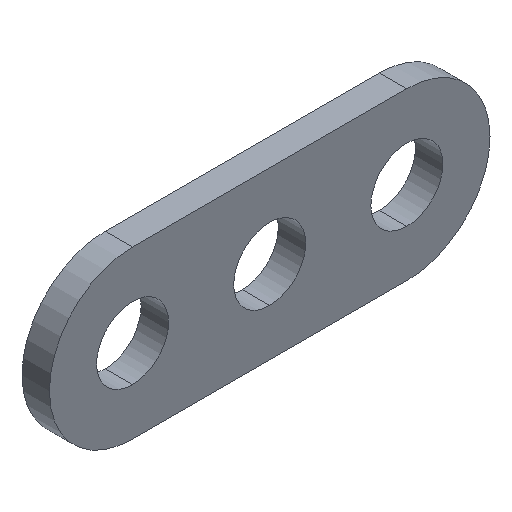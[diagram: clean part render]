
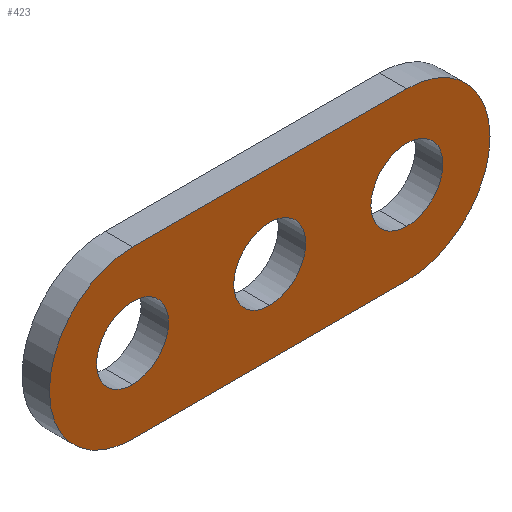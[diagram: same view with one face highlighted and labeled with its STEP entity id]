
A CAD part, isometric view. The second image highlights one B-rep face of the part: STEP entity #423.
In plain terms, the highlighted planar face has unit normal (0, -1, 0).
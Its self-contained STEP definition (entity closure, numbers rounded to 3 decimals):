
#3 = CIRCLE ( 'NONE', #234, 2.1 ) ;
#11 = CARTESIAN_POINT ( 'NONE',  ( 8., 0., 0. ) ) ;
#13 = DIRECTION ( 'NONE',  ( 0., 0., -1. ) ) ;
#22 = VERTEX_POINT ( 'NONE', #363 ) ;
#30 = AXIS2_PLACEMENT_3D ( 'NONE', #427, #346, #217 ) ;
#46 = CIRCLE ( 'NONE', #292, 2.1 ) ;
#54 = EDGE_CURVE ( 'NONE', #118, #150, #195, .T. ) ;
#55 = VERTEX_POINT ( 'NONE', #254 ) ;
#62 = CARTESIAN_POINT ( 'NONE',  ( 0., 0., -2.1 ) ) ;
#66 = DIRECTION ( 'NONE',  ( 0., 1., 0. ) ) ;
#67 = ORIENTED_EDGE ( 'NONE', *, *, #176, .T. ) ;
#70 = VERTEX_POINT ( 'NONE', #396 ) ;
#77 = CARTESIAN_POINT ( 'NONE',  ( 0., 0., 0. ) ) ;
#82 = CIRCLE ( 'NONE', #185, 4.85 ) ;
#84 = ORIENTED_EDGE ( 'NONE', *, *, #304, .T. ) ;
#86 = VERTEX_POINT ( 'NONE', #192 ) ;
#87 = ORIENTED_EDGE ( 'NONE', *, *, #322, .T. ) ;
#89 = CARTESIAN_POINT ( 'NONE',  ( 0., 0., -4.85 ) ) ;
#94 = DIRECTION ( 'NONE',  ( 0., 1., 0. ) ) ;
#98 = VERTEX_POINT ( 'NONE', #89 ) ;
#102 = EDGE_CURVE ( 'NONE', #98, #375, #133, .T. ) ;
#105 = DIRECTION ( 'NONE',  ( 0., 0., -1. ) ) ;
#106 = AXIS2_PLACEMENT_3D ( 'NONE', #331, #117, #13 ) ;
#110 = EDGE_CURVE ( 'NONE', #98, #286, #282, .T. ) ;
#117 = DIRECTION ( 'NONE',  ( 0., 1., 0. ) ) ;
#118 = VERTEX_POINT ( 'NONE', #348 ) ;
#122 = ORIENTED_EDGE ( 'NONE', *, *, #110, .T. ) ;
#124 = VERTEX_POINT ( 'NONE', #259 ) ;
#131 = DIRECTION ( 'NONE',  ( 1., 0., 0. ) ) ;
#132 = DIRECTION ( 'NONE',  ( 0., 1., 0. ) ) ;
#133 = CIRCLE ( 'NONE', #30, 4.85 ) ;
#141 = AXIS2_PLACEMENT_3D ( 'NONE', #204, #295, #105 ) ;
#142 = EDGE_LOOP ( 'NONE', ( #122, #205, #264, #148 ) ) ;
#143 = DIRECTION ( 'NONE',  ( 0., 0., -1. ) ) ;
#145 = AXIS2_PLACEMENT_3D ( 'NONE', #353, #94, #224 ) ;
#148 = ORIENTED_EDGE ( 'NONE', *, *, #102, .F. ) ;
#150 = VERTEX_POINT ( 'NONE', #62 ) ;
#152 = EDGE_CURVE ( 'NONE', #55, #124, #258, .T. ) ;
#170 = VECTOR ( 'NONE', #377, 1000. ) ;
#172 = FACE_BOUND ( 'NONE', #190, .T. ) ;
#176 = EDGE_CURVE ( 'NONE', #86, #70, #46, .T. ) ;
#178 = LINE ( 'NONE', #301, #170 ) ;
#185 = AXIS2_PLACEMENT_3D ( 'NONE', #187, #132, #426 ) ;
#187 = CARTESIAN_POINT ( 'NONE',  ( 16., 0., 0. ) ) ;
#188 = DIRECTION ( 'NONE',  ( 0., 0., -1. ) ) ;
#190 = EDGE_LOOP ( 'NONE', ( #378, #281 ) ) ;
#192 = CARTESIAN_POINT ( 'NONE',  ( 16., 0., 2.1 ) ) ;
#195 = CIRCLE ( 'NONE', #221, 2.1 ) ;
#196 = DIRECTION ( 'NONE',  ( 0., 0., 1. ) ) ;
#197 = DIRECTION ( 'NONE',  ( 0., 1., 0. ) ) ;
#204 = CARTESIAN_POINT ( 'NONE',  ( 16., 0., 0. ) ) ;
#205 = ORIENTED_EDGE ( 'NONE', *, *, #247, .F. ) ;
#206 = DIRECTION ( 'NONE',  ( 0., 0., -1. ) ) ;
#213 = CARTESIAN_POINT ( 'NONE',  ( 16., 0., 0. ) ) ;
#217 = DIRECTION ( 'NONE',  ( 0., 0., -1. ) ) ;
#221 = AXIS2_PLACEMENT_3D ( 'NONE', #354, #66, #188 ) ;
#224 = DIRECTION ( 'NONE',  ( 0., 0., -1. ) ) ;
#234 = AXIS2_PLACEMENT_3D ( 'NONE', #11, #197, #143 ) ;
#236 = FACE_BOUND ( 'NONE', #309, .T. ) ;
#243 = CARTESIAN_POINT ( 'NONE',  ( 0., 0., 4.85 ) ) ;
#247 = EDGE_CURVE ( 'NONE', #22, #286, #82, .T. ) ;
#254 = CARTESIAN_POINT ( 'NONE',  ( 8., 0., -2.1 ) ) ;
#258 = CIRCLE ( 'NONE', #145, 2.1 ) ;
#259 = CARTESIAN_POINT ( 'NONE',  ( 8., 0., 2.1 ) ) ;
#264 = ORIENTED_EDGE ( 'NONE', *, *, #386, .T. ) ;
#281 = ORIENTED_EDGE ( 'NONE', *, *, #54, .T. ) ;
#282 = LINE ( 'NONE', #312, #421 ) ;
#286 = VERTEX_POINT ( 'NONE', #338 ) ;
#287 = CIRCLE ( 'NONE', #141, 2.1 ) ;
#292 = AXIS2_PLACEMENT_3D ( 'NONE', #213, #416, #206 ) ;
#295 = DIRECTION ( 'NONE',  ( 0., 1., 0. ) ) ;
#301 = CARTESIAN_POINT ( 'NONE',  ( 0., 0., 4.85 ) ) ;
#303 = FACE_OUTER_BOUND ( 'NONE', #142, .T. ) ;
#304 = EDGE_CURVE ( 'NONE', #124, #55, #3, .T. ) ;
#309 = EDGE_LOOP ( 'NONE', ( #87, #67 ) ) ;
#312 = CARTESIAN_POINT ( 'NONE',  ( 0., 0., -4.85 ) ) ;
#322 = EDGE_CURVE ( 'NONE', #70, #86, #287, .T. ) ;
#331 = CARTESIAN_POINT ( 'NONE',  ( 0., 0., 0. ) ) ;
#332 = DIRECTION ( 'NONE',  ( 0., 1., 0. ) ) ;
#337 = FACE_BOUND ( 'NONE', #370, .T. ) ;
#338 = CARTESIAN_POINT ( 'NONE',  ( 16., 0., -4.85 ) ) ;
#346 = DIRECTION ( 'NONE',  ( 0., 1., 0. ) ) ;
#348 = CARTESIAN_POINT ( 'NONE',  ( 0., 0., 2.1 ) ) ;
#352 = CIRCLE ( 'NONE', #106, 2.1 ) ;
#353 = CARTESIAN_POINT ( 'NONE',  ( 8., 0., 0. ) ) ;
#354 = CARTESIAN_POINT ( 'NONE',  ( 0., 0., 0. ) ) ;
#362 = AXIS2_PLACEMENT_3D ( 'NONE', #77, #332, #196 ) ;
#363 = CARTESIAN_POINT ( 'NONE',  ( 16., 0., 4.85 ) ) ;
#366 = EDGE_CURVE ( 'NONE', #150, #118, #352, .T. ) ;
#369 = PLANE ( 'NONE',  #362 ) ;
#370 = EDGE_LOOP ( 'NONE', ( #401, #84 ) ) ;
#375 = VERTEX_POINT ( 'NONE', #243 ) ;
#377 = DIRECTION ( 'NONE',  ( -1., 0., 0. ) ) ;
#378 = ORIENTED_EDGE ( 'NONE', *, *, #366, .T. ) ;
#386 = EDGE_CURVE ( 'NONE', #22, #375, #178, .T. ) ;
#396 = CARTESIAN_POINT ( 'NONE',  ( 16., 0., -2.1 ) ) ;
#401 = ORIENTED_EDGE ( 'NONE', *, *, #152, .T. ) ;
#416 = DIRECTION ( 'NONE',  ( 0., 1., 0. ) ) ;
#421 = VECTOR ( 'NONE', #131, 1000. ) ;
#423 = ADVANCED_FACE ( 'NONE', ( #236, #337, #172, #303 ), #369, .F. ) ;
#426 = DIRECTION ( 'NONE',  ( 0., 0., -1. ) ) ;
#427 = CARTESIAN_POINT ( 'NONE',  ( 0., 0., 0. ) ) ;
